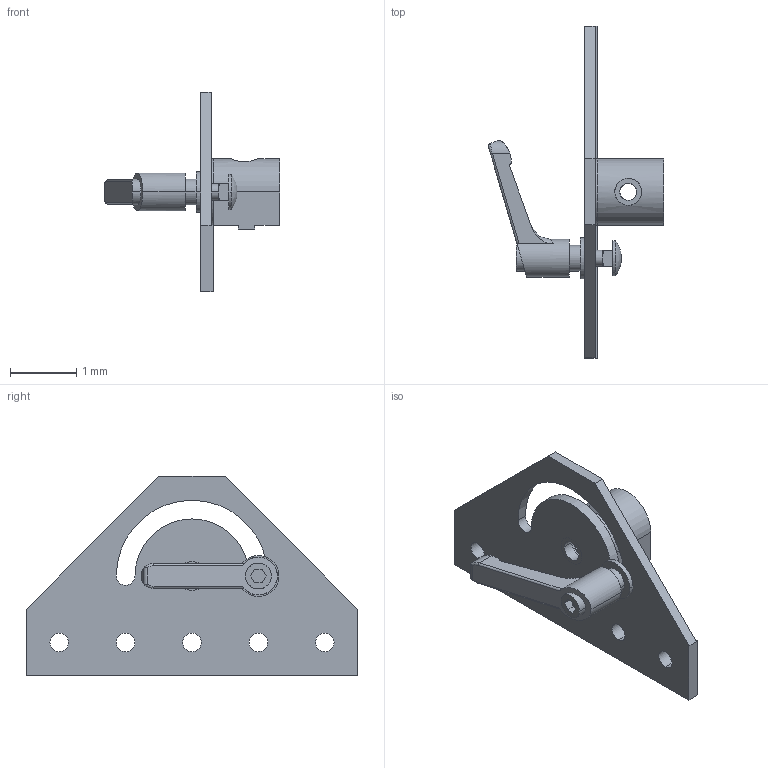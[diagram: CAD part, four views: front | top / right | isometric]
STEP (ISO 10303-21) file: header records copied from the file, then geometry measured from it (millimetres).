
FILE_DESCRIPTION((''),'2;1');
FILE_NAME('10HI8365.stp','2015-07-14T08:18:36',(''),(''),'Mechanical Desktop 2011','Mechanical Desktop 2011',', , ');
FILE_SCHEMA(('CONFIG_CONTROL_DESIGN'));
Length unit declared in the file: millimetre
Products named in the file (1): Product
Bounding box: 2.64 x 5 x 3 mm (x, y, z)
Volume: 2.9 mm3; surface area: 39.3 mm2
Topology: 7 solids, 7 shells, 125 faces, 307 edges, 199 vertices
Faces by surface type: cylinder 58, plane 47, bspline 17, cone 2, sphere 1
Entity records: 4372 total; most frequent: CARTESIAN_POINT 1278, DIRECTION 626, ORIENTED_EDGE 610, EDGE_CURVE 305, AXIS2_PLACEMENT_3D 234, VERTEX_POINT 199, VECTOR 158, LINE 158
